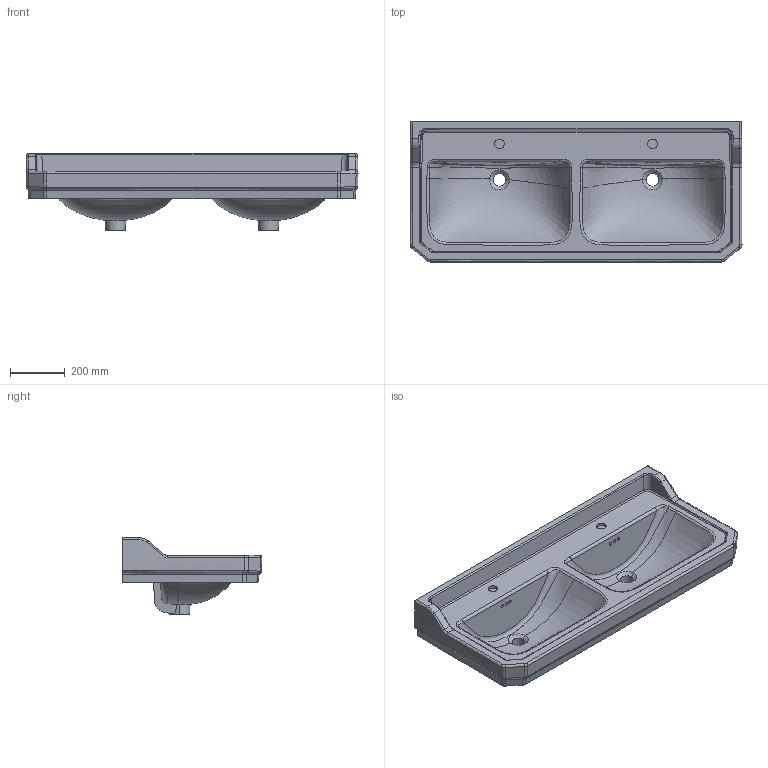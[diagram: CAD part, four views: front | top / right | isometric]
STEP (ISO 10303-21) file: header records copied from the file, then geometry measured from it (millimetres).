
FILE_DESCRIPTION(/* description */ (''),/* implementation_level */ '2;1');
FILE_NAME(/* name */ 'LPY455~1',/* time_stamp */ '2020-10-29T11:20:19+08:00',/* author */ (''),/* organization */ (''),/* preprocessor_version */ 'ST-DEVELOPER v15',/* originating_system */ '',/* authorisation */ '');
FILE_SCHEMA (('CONFIG_CONTROL_DESIGN'));
Length unit declared in the file: millimetre
Products named in the file (1): Document
Bounding box: 1210.65 x 510.47 x 279.41 mm (x, y, z)
Surface area: 2019772.5 mm2 (no closed solid volume)
Topology: 0 solids, 8 shells, 185 faces, 438 edges, 272 vertices
Faces by surface type: bspline 153, plane 32
Entity records: 89180 total; most frequent: CARTESIAN_POINT 86523, ORIENTED_EDGE 869, EDGE_CURVE 439, VERTEX_POINT 272, B_SPLINE_CURVE_WITH_KNOTS 226, EDGE_LOOP 199, ADVANCED_FACE 185, FACE_OUTER_BOUND 185
